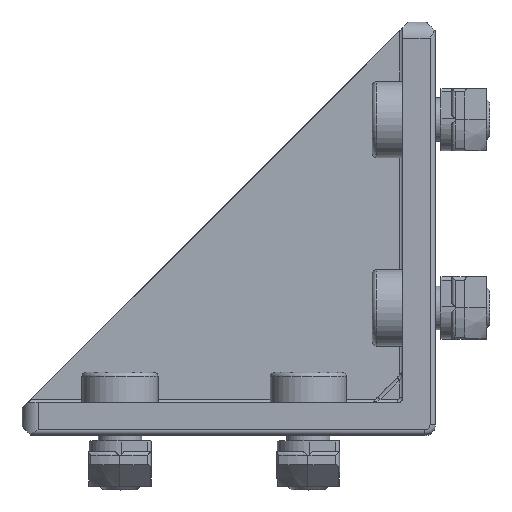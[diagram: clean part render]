
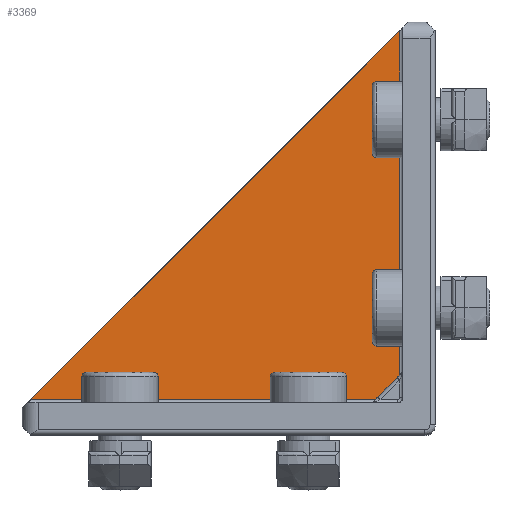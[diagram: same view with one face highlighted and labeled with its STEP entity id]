
A CAD part, top view. The second image highlights one B-rep face of the part: STEP entity #3369.
In plain terms, the highlighted planar face has unit normal (-0.012, 0.012, 1).
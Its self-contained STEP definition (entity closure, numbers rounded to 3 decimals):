
#88=(
BOUNDED_CURVE()
B_SPLINE_CURVE(3,(#5485,#5486,#5487,#5488,#5489,#5490),.UNSPECIFIED.,.F.,
 .F.)
B_SPLINE_CURVE_WITH_KNOTS((4,2,4),(2.356,3.142,3.927),
 .UNSPECIFIED.)
CURVE()
GEOMETRIC_REPRESENTATION_ITEM()
RATIONAL_B_SPLINE_CURVE((1.,1.,1.,1.,1.,1.))
REPRESENTATION_ITEM($)
);
#114=PLANE($,#3623);
#307=LINE($,#5451,#595);
#316=LINE($,#5491,#604);
#317=LINE($,#5492,#605);
#595=VECTOR($,#4138,47.952);
#604=VECTOR($,#4165,33.71);
#605=VECTOR($,#4166,33.71);
#930=FACE_OUTER_BOUND($,#1130,.T.);
#1130=EDGE_LOOP($,(#2530,#2531,#2532,#2533));
#1641=VERTEX_POINT($,#5448);
#1642=VERTEX_POINT($,#5450);
#1651=VERTEX_POINT($,#5483);
#1652=VERTEX_POINT($,#5484);
#1981=EDGE_CURVE($,#1641,#1642,#307,.T.);
#1996=EDGE_CURVE($,#1651,#1652,#88,.T.);
#1997=EDGE_CURVE($,#1652,#1642,#316,.T.);
#1998=EDGE_CURVE($,#1641,#1651,#317,.T.);
#2530=ORIENTED_EDGE($,*,*,#1996,.T.);
#2531=ORIENTED_EDGE($,*,*,#1997,.T.);
#2532=ORIENTED_EDGE($,*,*,#1981,.F.);
#2533=ORIENTED_EDGE($,*,*,#1998,.T.);
#3369=ADVANCED_FACE($,(#930),#114,.T.);
#3623=AXIS2_PLACEMENT_3D($,#5482,#4163,#4164);
#4138=DIRECTION($,(0.707,0.707,0.));
#4163=DIRECTION('center_axis',(-0.012,0.012,1.));
#4164=DIRECTION('ref_axis',(1.,0.,0.012));
#4165=DIRECTION($,(0.,1.,-0.012));
#4166=DIRECTION($,(1.,0.,0.012));
#5448=CARTESIAN_POINT('',(-37.204,3.296,-6.));
#5450=CARTESIAN_POINT('',(-3.296,37.204,-6.));
#5451=CARTESIAN_POINT($,(-37.204,3.296,-6.));
#5482=CARTESIAN_POINT('Origin',(-38.,2.5,-6.));
#5483=CARTESIAN_POINT('',(-3.496,3.296,-5.584));
#5484=CARTESIAN_POINT('',(-3.296,3.496,-5.584));
#5485=CARTESIAN_POINT('Ctrl Pts',(-3.496,3.296,-5.584));
#5486=CARTESIAN_POINT('Ctrl Pts',(-3.444,3.296,-5.583));
#5487=CARTESIAN_POINT('Ctrl Pts',(-3.392,3.318,-5.583));
#5488=CARTESIAN_POINT('Ctrl Pts',(-3.318,3.392,-5.583));
#5489=CARTESIAN_POINT('Ctrl Pts',(-3.296,3.444,-5.583));
#5490=CARTESIAN_POINT('Ctrl Pts',(-3.296,3.496,-5.584));
#5491=CARTESIAN_POINT($,(-3.296,3.496,-5.584));
#5492=CARTESIAN_POINT($,(-37.204,3.296,-6.));
